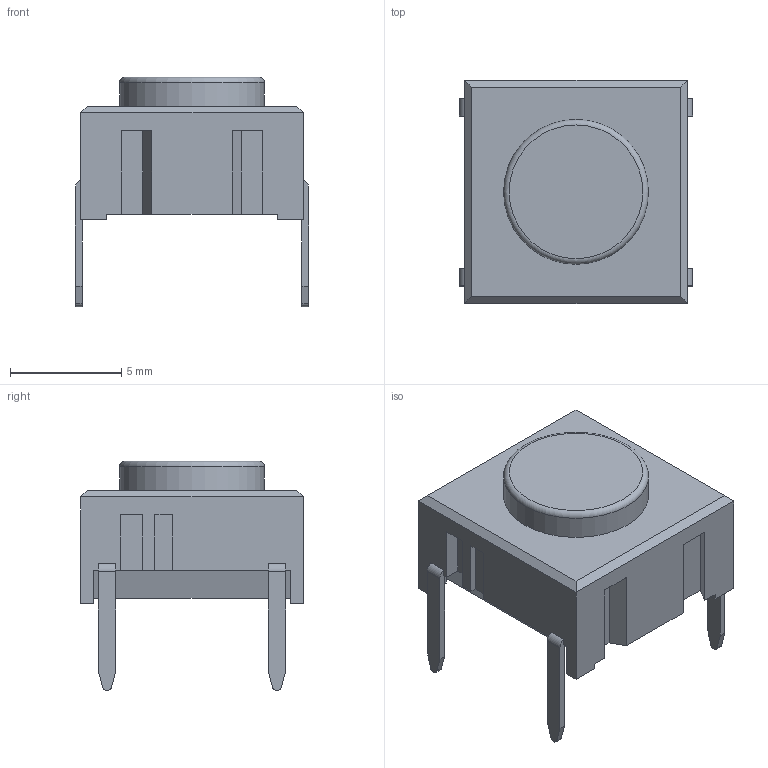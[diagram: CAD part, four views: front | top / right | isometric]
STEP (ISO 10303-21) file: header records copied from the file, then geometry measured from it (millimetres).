
FILE_DESCRIPTION((''),'2;1');
FILE_NAME('3CT.stp','2009-06-08T08:30:00',('fd'),(''),'Autodesk Inventor 2010','Autodesk Inventor 2010','');
FILE_SCHEMA(('AUTOMOTIVE_DESIGN { 1 0 10303 214 1 1 1 1 }'));
Length unit declared in the file: millimetre
Products named in the file (1): Part2
Bounding box: 10.46 x 10 x 10.3 mm (x, y, z)
Volume: 461.7 mm3; surface area: 582.3 mm2
Topology: 1 solids, 2 shells, 196 faces, 545 edges, 361 vertices
Faces by surface type: plane 130, bspline 56, cylinder 9, torus 1
Full cylindrical faces by diameter (mm): 6.5 x2
Entity records: 6464 total; most frequent: CARTESIAN_POINT 1703, ORIENTED_EDGE 1080, DIRECTION 791, EDGE_CURVE 540, VECTOR 447, LINE 447, VERTEX_POINT 359, EDGE_LOOP 207
